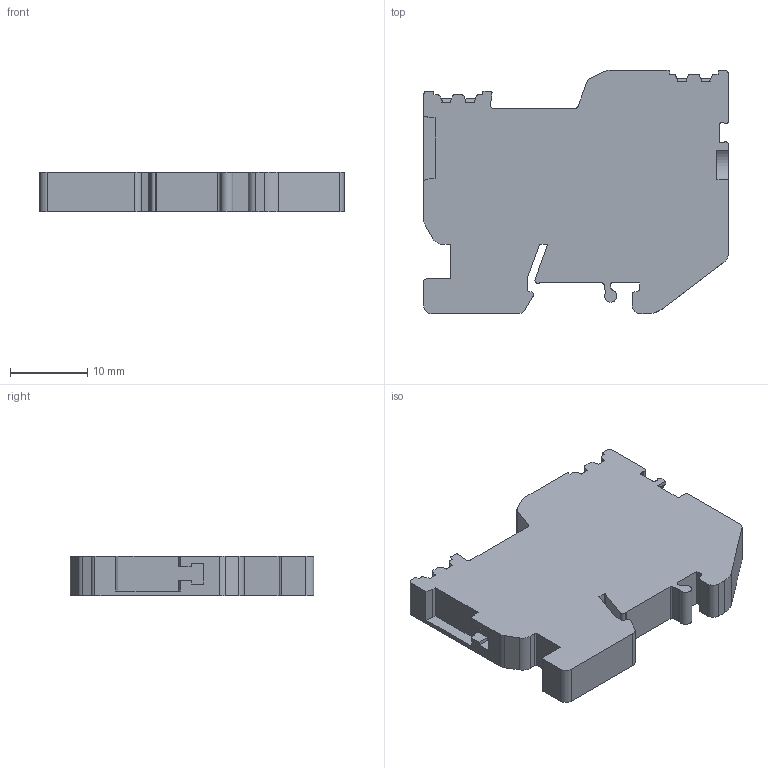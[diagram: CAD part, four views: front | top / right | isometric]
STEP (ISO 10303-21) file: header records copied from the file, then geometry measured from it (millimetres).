
FILE_DESCRIPTION((''),'2;1');
FILE_NAME('ZSTK25_1A1S_H15_3D_VOLUMINA','2012-05-14T',('Ludolph'),(''),'PRO/ENGINEER BY PARAMETRIC TECHNOLOGY CORPORATION, 2007390','PRO/ENGINEER BY PARAMETRIC TECHNOLOGY CORPORATION, 2007390','');
FILE_SCHEMA(('CONFIG_CONTROL_DESIGN'));
Length unit declared in the file: millimetre
Products named in the file (1): ZSTK25_1A1S_H15_3D_VOLUMINA
Bounding box: 39.6 x 31.6 x 5.1 mm (x, y, z)
Volume: 5206.5 mm3; surface area: 3052.8 mm2
Topology: 1 solids, 1 shells, 182 faces, 534 edges, 356 vertices
Faces by surface type: plane 109, cylinder 69, cone 4
Entity records: 6128 total; most frequent: CARTESIAN_POINT 1154, ORIENTED_EDGE 1068, DIRECTION 1008, EDGE_CURVE 534, VECTOR 384, LINE 384, VERTEX_POINT 356, AXIS2_PLACEMENT_3D 312
